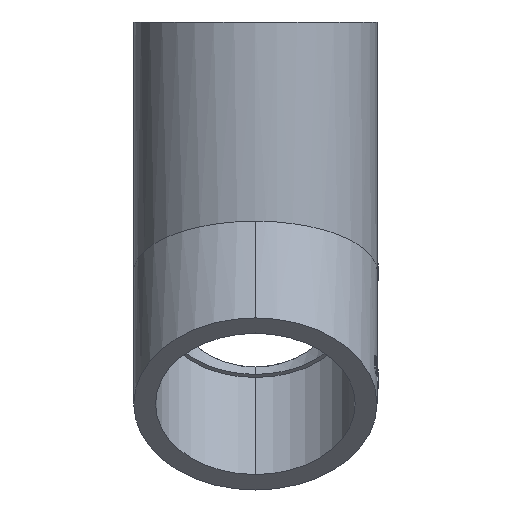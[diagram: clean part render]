
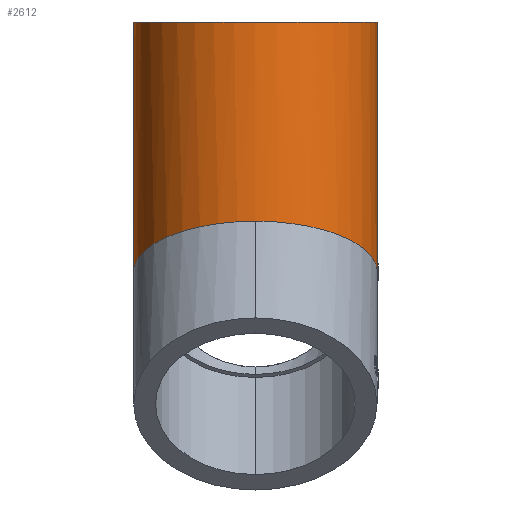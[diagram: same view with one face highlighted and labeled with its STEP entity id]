
A CAD part, front view. The second image highlights one B-rep face of the part: STEP entity #2612.
In plain terms, the highlighted cylindrical face has radius 19.5 mm (diameter 39 mm), a partial arc.
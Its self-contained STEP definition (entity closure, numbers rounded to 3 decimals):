
#310 = CIRCLE ( 'NONE', #6680, 19.5 ) ;
#317 = ORIENTED_EDGE ( 'NONE', *, *, #10288, .F. ) ;
#854 = ORIENTED_EDGE ( 'NONE', *, *, #1547, .F. ) ;
#911 = CARTESIAN_POINT ( 'NONE',  ( 19.5, 0., 0. ) ) ;
#973 = FACE_OUTER_BOUND ( 'NONE', #6980, .T. ) ;
#1547 = EDGE_CURVE ( 'NONE', #4076, #10970, #310, .T. ) ;
#1549 = CARTESIAN_POINT ( 'NONE',  ( 19.5, 0., 40. ) ) ;
#1635 = CARTESIAN_POINT ( 'NONE',  ( 0., -19.5, 8.077 ) ) ;
#1961 = EDGE_CURVE ( 'NONE', #4076, #9553, #9318, .T. ) ;
#1968 = DIRECTION ( 'NONE',  ( 0., 0., -1. ) ) ;
#1994 = DIRECTION ( 'NONE',  ( 1., 0., 0. ) ) ;
#2047 = VECTOR ( 'NONE', #1968, 1000. ) ;
#2225 = CARTESIAN_POINT ( 'NONE',  ( 0., 0., 40. ) ) ;
#2373 = CARTESIAN_POINT ( 'NONE',  ( -19.5, 0., 40. ) ) ;
#2427 = CARTESIAN_POINT ( 'NONE',  ( 0., -19.5, 8.077 ) ) ;
#2472 = CARTESIAN_POINT ( 'NONE',  ( -19.5, -11.423, 4.731 ) ) ;
#2612 = ADVANCED_FACE ( 'NONE', ( #973 ), #4435, .T. ) ;
#3058 = AXIS2_PLACEMENT_3D ( 'NONE', #5354, #4492, #7969 ) ;
#3886 = CARTESIAN_POINT ( 'NONE',  ( -19.5, 0., 40. ) ) ;
#4076 = VERTEX_POINT ( 'NONE', #3886 ) ;
#4298 = ORIENTED_EDGE ( 'NONE', *, *, #7388, .F. ) ;
#4435 = CYLINDRICAL_SURFACE ( 'NONE', #3058, 19.5 ) ;
#4492 = DIRECTION ( 'NONE',  ( 0., 0., -1. ) ) ;
#4629 = VERTEX_POINT ( 'NONE', #2427 ) ;
#5354 = CARTESIAN_POINT ( 'NONE',  ( 0., 0., 40. ) ) ;
#6412 = ORIENTED_EDGE ( 'NONE', *, *, #1961, .T. ) ;
#6680 = AXIS2_PLACEMENT_3D ( 'NONE', #2225, #8936, #1994 ) ;
#6744 =( BOUNDED_CURVE ( )  B_SPLINE_CURVE ( 3, ( #8740, #10569, #11257, #1635 ),
 .UNSPECIFIED., .F., .F. ) 
 B_SPLINE_CURVE_WITH_KNOTS ( ( 4, 4 ),
 ( 1.571, 3.142 ),
 .UNSPECIFIED. ) 
 CURVE ( )  GEOMETRIC_REPRESENTATION_ITEM ( )  RATIONAL_B_SPLINE_CURVE ( ( 1., 0.805, 0.805, 1. ) ) 
 REPRESENTATION_ITEM ( '' )  );
#6980 = EDGE_LOOP ( 'NONE', ( #4298, #854, #6412, #7381, #317 ) ) ;
#7381 = ORIENTED_EDGE ( 'NONE', *, *, #10639, .F. ) ;
#7388 = EDGE_CURVE ( 'NONE', #10970, #10010, #10682, .T. ) ;
#7969 = DIRECTION ( 'NONE',  ( -1., 0., 0. ) ) ;
#8285 = CARTESIAN_POINT ( 'NONE',  ( -19.5, 0., 0. ) ) ;
#8727 = CARTESIAN_POINT ( 'NONE',  ( 0., -19.5, 8.077 ) ) ;
#8740 = CARTESIAN_POINT ( 'NONE',  ( 19.5, 0., 0. ) ) ;
#8936 = DIRECTION ( 'NONE',  ( 0., 0., 1. ) ) ;
#9318 = LINE ( 'NONE', #2373, #10747 ) ;
#9553 = VERTEX_POINT ( 'NONE', #8285 ) ;
#9646 = CARTESIAN_POINT ( 'NONE',  ( -19.5, 0., 0. ) ) ;
#10010 = VERTEX_POINT ( 'NONE', #911 ) ;
#10068 = DIRECTION ( 'NONE',  ( 0., 0., -1. ) ) ;
#10164 =( BOUNDED_CURVE ( )  B_SPLINE_CURVE ( 3, ( #8727, #10501, #2472, #9646 ),
 .UNSPECIFIED., .F., .F. ) 
 B_SPLINE_CURVE_WITH_KNOTS ( ( 4, 4 ),
 ( 3.142, 4.712 ),
 .UNSPECIFIED. ) 
 CURVE ( )  GEOMETRIC_REPRESENTATION_ITEM ( )  RATIONAL_B_SPLINE_CURVE ( ( 1., 0.805, 0.805, 1. ) ) 
 REPRESENTATION_ITEM ( '' )  );
#10288 = EDGE_CURVE ( 'NONE', #10010, #4629, #6744, .T. ) ;
#10501 = CARTESIAN_POINT ( 'NONE',  ( -11.423, -19.5, 8.077 ) ) ;
#10569 = CARTESIAN_POINT ( 'NONE',  ( 19.5, -11.423, 4.731 ) ) ;
#10639 = EDGE_CURVE ( 'NONE', #4629, #9553, #10164, .T. ) ;
#10682 = LINE ( 'NONE', #10849, #2047 ) ;
#10747 = VECTOR ( 'NONE', #10068, 1000. ) ;
#10849 = CARTESIAN_POINT ( 'NONE',  ( 19.5, 0., 40. ) ) ;
#10970 = VERTEX_POINT ( 'NONE', #1549 ) ;
#11257 = CARTESIAN_POINT ( 'NONE',  ( 11.423, -19.5, 8.077 ) ) ;
